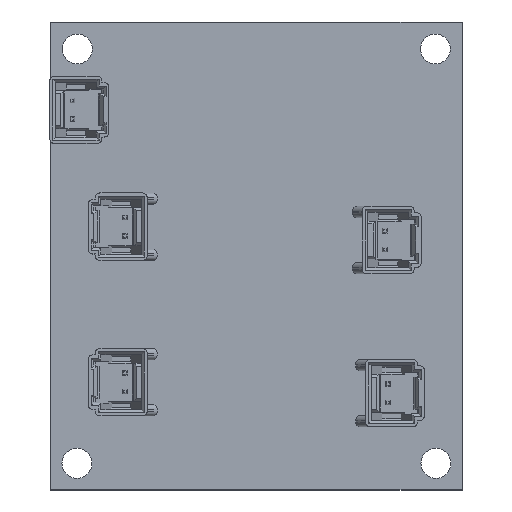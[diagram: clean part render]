
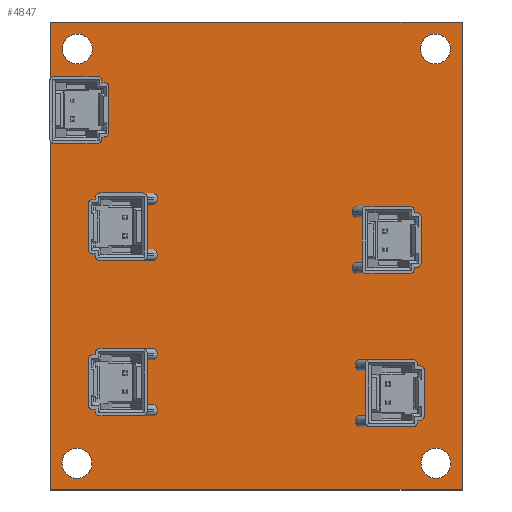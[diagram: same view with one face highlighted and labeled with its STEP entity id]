
A CAD part, top view. The second image highlights one B-rep face of the part: STEP entity #4847.
In plain terms, the highlighted planar face has unit normal (0, 0, 1).
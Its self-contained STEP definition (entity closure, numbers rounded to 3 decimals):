
#243=FACE_BOUND('',#778,.T.);
#244=FACE_BOUND('',#779,.T.);
#245=FACE_BOUND('',#780,.T.);
#246=FACE_BOUND('',#781,.T.);
#247=FACE_BOUND('',#782,.T.);
#248=FACE_BOUND('',#783,.T.);
#249=FACE_BOUND('',#784,.T.);
#250=FACE_BOUND('',#785,.T.);
#251=FACE_BOUND('',#786,.T.);
#252=FACE_BOUND('',#787,.T.);
#253=FACE_BOUND('',#788,.T.);
#254=FACE_BOUND('',#789,.T.);
#255=FACE_BOUND('',#790,.T.);
#256=FACE_BOUND('',#791,.T.);
#495=FACE_OUTER_BOUND('',#777,.T.);
#777=EDGE_LOOP('',(#4317,#4318,#4319,#4320));
#778=EDGE_LOOP('',(#4321));
#779=EDGE_LOOP('',(#4322));
#780=EDGE_LOOP('',(#4323));
#781=EDGE_LOOP('',(#4324));
#782=EDGE_LOOP('',(#4325));
#783=EDGE_LOOP('',(#4326));
#784=EDGE_LOOP('',(#4327));
#785=EDGE_LOOP('',(#4328));
#786=EDGE_LOOP('',(#4329));
#787=EDGE_LOOP('',(#4330));
#788=EDGE_LOOP('',(#4331));
#789=EDGE_LOOP('',(#4332));
#790=EDGE_LOOP('',(#4333));
#791=EDGE_LOOP('',(#4334));
#855=CIRCLE('',#5262,1.6);
#856=CIRCLE('',#5263,0.5);
#857=CIRCLE('',#5264,0.5);
#858=CIRCLE('',#5265,1.6);
#859=CIRCLE('',#5266,0.5);
#860=CIRCLE('',#5267,0.5);
#861=CIRCLE('',#5268,0.5);
#862=CIRCLE('',#5269,0.5);
#863=CIRCLE('',#5270,1.6);
#864=CIRCLE('',#5271,0.5);
#865=CIRCLE('',#5272,0.5);
#866=CIRCLE('',#5273,0.5);
#867=CIRCLE('',#5274,0.5);
#868=CIRCLE('',#5275,1.6);
#1422=LINE('',#7907,#2000);
#1426=LINE('',#7915,#2004);
#1428=LINE('',#7919,#2006);
#1432=LINE('',#7954,#2010);
#2000=VECTOR('',#6483,1.);
#2004=VECTOR('',#6489,1.);
#2006=VECTOR('',#6493,1.);
#2010=VECTOR('',#6529,1.);
#2404=VERTEX_POINT('',#7904);
#2405=VERTEX_POINT('',#7906);
#2408=VERTEX_POINT('',#7913);
#2409=VERTEX_POINT('',#7918);
#2425=VERTEX_POINT('',#7955);
#2426=VERTEX_POINT('',#7957);
#2427=VERTEX_POINT('',#7959);
#2428=VERTEX_POINT('',#7961);
#2429=VERTEX_POINT('',#7963);
#2430=VERTEX_POINT('',#7965);
#2431=VERTEX_POINT('',#7967);
#2432=VERTEX_POINT('',#7969);
#2433=VERTEX_POINT('',#7971);
#2434=VERTEX_POINT('',#7973);
#2435=VERTEX_POINT('',#7975);
#2436=VERTEX_POINT('',#7977);
#2437=VERTEX_POINT('',#7979);
#2438=VERTEX_POINT('',#7981);
#3038=EDGE_CURVE('',#2404,#2405,#1422,.T.);
#3042=EDGE_CURVE('',#2408,#2404,#1426,.T.);
#3044=EDGE_CURVE('',#2405,#2409,#1428,.T.);
#3062=EDGE_CURVE('',#2409,#2408,#1432,.T.);
#3063=EDGE_CURVE('',#2425,#2425,#855,.T.);
#3064=EDGE_CURVE('',#2426,#2426,#856,.T.);
#3065=EDGE_CURVE('',#2427,#2427,#857,.T.);
#3066=EDGE_CURVE('',#2428,#2428,#858,.T.);
#3067=EDGE_CURVE('',#2429,#2429,#859,.T.);
#3068=EDGE_CURVE('',#2430,#2430,#860,.T.);
#3069=EDGE_CURVE('',#2431,#2431,#861,.T.);
#3070=EDGE_CURVE('',#2432,#2432,#862,.T.);
#3071=EDGE_CURVE('',#2433,#2433,#863,.T.);
#3072=EDGE_CURVE('',#2434,#2434,#864,.T.);
#3073=EDGE_CURVE('',#2435,#2435,#865,.T.);
#3074=EDGE_CURVE('',#2436,#2436,#866,.T.);
#3075=EDGE_CURVE('',#2437,#2437,#867,.T.);
#3076=EDGE_CURVE('',#2438,#2438,#868,.T.);
#4317=ORIENTED_EDGE('',*,*,#3038,.F.);
#4318=ORIENTED_EDGE('',*,*,#3042,.F.);
#4319=ORIENTED_EDGE('',*,*,#3062,.F.);
#4320=ORIENTED_EDGE('',*,*,#3044,.F.);
#4321=ORIENTED_EDGE('',*,*,#3063,.F.);
#4322=ORIENTED_EDGE('',*,*,#3064,.F.);
#4323=ORIENTED_EDGE('',*,*,#3065,.F.);
#4324=ORIENTED_EDGE('',*,*,#3066,.F.);
#4325=ORIENTED_EDGE('',*,*,#3067,.F.);
#4326=ORIENTED_EDGE('',*,*,#3068,.F.);
#4327=ORIENTED_EDGE('',*,*,#3069,.F.);
#4328=ORIENTED_EDGE('',*,*,#3070,.F.);
#4329=ORIENTED_EDGE('',*,*,#3071,.F.);
#4330=ORIENTED_EDGE('',*,*,#3072,.F.);
#4331=ORIENTED_EDGE('',*,*,#3073,.F.);
#4332=ORIENTED_EDGE('',*,*,#3074,.F.);
#4333=ORIENTED_EDGE('',*,*,#3075,.F.);
#4334=ORIENTED_EDGE('',*,*,#3076,.F.);
#4607=PLANE('',#5261);
#4847=ADVANCED_FACE('',(#495,#243,#244,#245,#246,#247,#248,#249,#250,#251,
#252,#253,#254,#255,#256),#4607,.F.);
#5261=AXIS2_PLACEMENT_3D('',#7953,#6527,#6528);
#5262=AXIS2_PLACEMENT_3D('',#7956,#6530,#6531);
#5263=AXIS2_PLACEMENT_3D('',#7958,#6532,#6533);
#5264=AXIS2_PLACEMENT_3D('',#7960,#6534,#6535);
#5265=AXIS2_PLACEMENT_3D('',#7962,#6536,#6537);
#5266=AXIS2_PLACEMENT_3D('',#7964,#6538,#6539);
#5267=AXIS2_PLACEMENT_3D('',#7966,#6540,#6541);
#5268=AXIS2_PLACEMENT_3D('',#7968,#6542,#6543);
#5269=AXIS2_PLACEMENT_3D('',#7970,#6544,#6545);
#5270=AXIS2_PLACEMENT_3D('',#7972,#6546,#6547);
#5271=AXIS2_PLACEMENT_3D('',#7974,#6548,#6549);
#5272=AXIS2_PLACEMENT_3D('',#7976,#6550,#6551);
#5273=AXIS2_PLACEMENT_3D('',#7978,#6552,#6553);
#5274=AXIS2_PLACEMENT_3D('',#7980,#6554,#6555);
#5275=AXIS2_PLACEMENT_3D('',#7982,#6556,#6557);
#6483=DIRECTION('',(0.,1.,0.));
#6489=DIRECTION('',(-1.,0.,0.));
#6493=DIRECTION('',(1.,0.,0.));
#6527=DIRECTION('center_axis',(0.,0.,-1.));
#6528=DIRECTION('ref_axis',(-1.,0.,0.));
#6529=DIRECTION('',(0.,-1.,0.));
#6530=DIRECTION('center_axis',(0.,0.,1.));
#6531=DIRECTION('ref_axis',(1.,0.,0.));
#6532=DIRECTION('center_axis',(0.,0.,1.));
#6533=DIRECTION('ref_axis',(1.,0.,0.));
#6534=DIRECTION('center_axis',(0.,0.,1.));
#6535=DIRECTION('ref_axis',(1.,0.,0.));
#6536=DIRECTION('center_axis',(0.,0.,1.));
#6537=DIRECTION('ref_axis',(1.,0.,0.));
#6538=DIRECTION('center_axis',(0.,0.,1.));
#6539=DIRECTION('ref_axis',(1.,0.,0.));
#6540=DIRECTION('center_axis',(0.,0.,1.));
#6541=DIRECTION('ref_axis',(1.,0.,0.));
#6542=DIRECTION('center_axis',(0.,0.,1.));
#6543=DIRECTION('ref_axis',(1.,0.,0.));
#6544=DIRECTION('center_axis',(0.,0.,1.));
#6545=DIRECTION('ref_axis',(1.,0.,0.));
#6546=DIRECTION('center_axis',(0.,0.,1.));
#6547=DIRECTION('ref_axis',(1.,0.,0.));
#6548=DIRECTION('center_axis',(0.,0.,1.));
#6549=DIRECTION('ref_axis',(1.,0.,0.));
#6550=DIRECTION('center_axis',(0.,0.,1.));
#6551=DIRECTION('ref_axis',(1.,0.,0.));
#6552=DIRECTION('center_axis',(0.,0.,1.));
#6553=DIRECTION('ref_axis',(1.,0.,0.));
#6554=DIRECTION('center_axis',(0.,0.,1.));
#6555=DIRECTION('ref_axis',(1.,0.,0.));
#6556=DIRECTION('center_axis',(0.,0.,1.));
#6557=DIRECTION('ref_axis',(1.,0.,0.));
#7904=CARTESIAN_POINT('',(0.,0.,1.6));
#7906=CARTESIAN_POINT('',(0.,50.,1.6));
#7907=CARTESIAN_POINT('',(0.,0.,1.6));
#7913=CARTESIAN_POINT('',(44.,0.,1.6));
#7915=CARTESIAN_POINT('',(44.,0.,1.6));
#7918=CARTESIAN_POINT('',(44.,50.,1.6));
#7919=CARTESIAN_POINT('',(0.,50.,1.6));
#7953=CARTESIAN_POINT('Origin',(22.,25.,1.6));
#7954=CARTESIAN_POINT('',(44.,50.,1.6));
#7955=CARTESIAN_POINT('',(39.599,2.845,1.6));
#7956=CARTESIAN_POINT('Origin',(41.199,2.845,1.6));
#7957=CARTESIAN_POINT('',(35.619,9.047,1.6));
#7958=CARTESIAN_POINT('Origin',(36.119,9.047,1.6));
#7959=CARTESIAN_POINT('',(35.619,11.587,1.6));
#7960=CARTESIAN_POINT('Origin',(36.119,11.587,1.6));
#7961=CARTESIAN_POINT('',(1.245,2.845,1.6));
#7962=CARTESIAN_POINT('Origin',(2.845,2.845,1.6));
#7963=CARTESIAN_POINT('',(7.425,10.216,1.6));
#7964=CARTESIAN_POINT('Origin',(7.925,10.216,1.6));
#7965=CARTESIAN_POINT('',(7.425,12.756,1.6));
#7966=CARTESIAN_POINT('Origin',(7.925,12.756,1.6));
#7967=CARTESIAN_POINT('',(35.263,25.405,1.6));
#7968=CARTESIAN_POINT('Origin',(35.763,25.405,1.6));
#7969=CARTESIAN_POINT('',(35.263,27.945,1.6));
#7970=CARTESIAN_POINT('Origin',(35.763,27.945,1.6));
#7971=CARTESIAN_POINT('',(39.548,47.117,1.6));
#7972=CARTESIAN_POINT('Origin',(41.148,47.117,1.6));
#7973=CARTESIAN_POINT('',(7.425,26.827,1.6));
#7974=CARTESIAN_POINT('Origin',(7.925,26.827,1.6));
#7975=CARTESIAN_POINT('',(7.425,29.367,1.6));
#7976=CARTESIAN_POINT('Origin',(7.925,29.367,1.6));
#7977=CARTESIAN_POINT('',(1.888,39.319,1.6));
#7978=CARTESIAN_POINT('Origin',(2.388,39.319,1.6));
#7979=CARTESIAN_POINT('',(1.888,41.859,1.6));
#7980=CARTESIAN_POINT('Origin',(2.388,41.859,1.6));
#7981=CARTESIAN_POINT('',(1.296,47.117,1.6));
#7982=CARTESIAN_POINT('Origin',(2.896,47.117,1.6));
